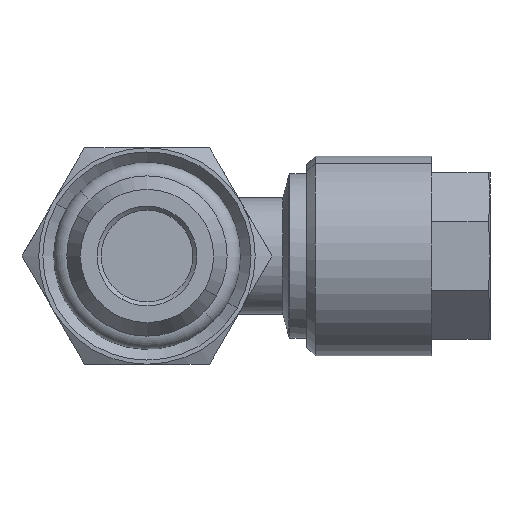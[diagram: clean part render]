
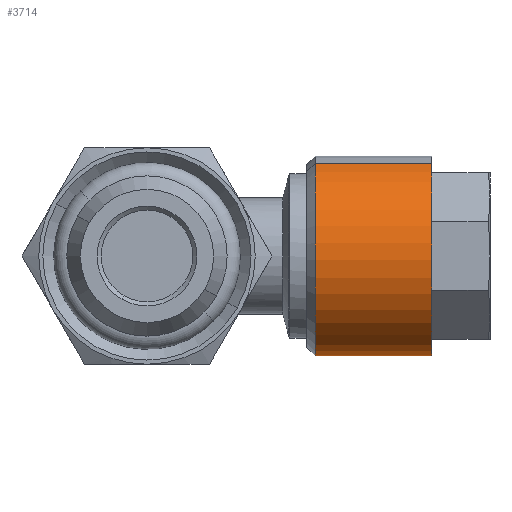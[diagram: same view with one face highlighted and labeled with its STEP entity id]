
A CAD part, front view. The second image highlights one B-rep face of the part: STEP entity #3714.
In plain terms, the highlighted cylindrical face has radius 6 mm (diameter 12 mm), a partial arc.
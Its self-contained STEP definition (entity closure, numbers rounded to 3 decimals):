
#349 = CARTESIAN_POINT ( 'NONE',  ( 9.6, 21., 0. ) ) ;
#350 = DIRECTION ( 'NONE',  ( -1., 0., 0. ) ) ;
#358 = DIRECTION ( 'NONE',  ( 0., 0.383, -0.924 ) ) ;
#1170 = ORIENTED_EDGE ( 'NONE', *, *, #4704, .T. ) ;
#1171 = ORIENTED_EDGE ( 'NONE', *, *, #4705, .T. ) ;
#1172 = ORIENTED_EDGE ( 'NONE', *, *, #4706, .F. ) ;
#1173 = ORIENTED_EDGE ( 'NONE', *, *, #4707, .F. ) ;
#1198 = VERTEX_POINT ( 'NONE', #4834 ) ;
#1206 = VERTEX_POINT ( 'NONE', #4883 ) ;
#1207 = VERTEX_POINT ( 'NONE', #4881 ) ;
#1492 = CARTESIAN_POINT ( 'NONE',  ( 17.1, 23.296, -5.543 ) ) ;
#2747 = DIRECTION ( 'NONE',  ( -1., 0., 0. ) ) ;
#2750 = DIRECTION ( 'NONE',  ( -1., 0., 0. ) ) ;
#2751 = CARTESIAN_POINT ( 'NONE',  ( 9.6, 18.704, 5.543 ) ) ;
#2752 = CARTESIAN_POINT ( 'NONE',  ( 17.1, 21., 0. ) ) ;
#2753 = DIRECTION ( 'NONE',  ( -1., 0., 0. ) ) ;
#2754 = DIRECTION ( 'NONE',  ( 0., -0.383, 0.924 ) ) ;
#2755 = CARTESIAN_POINT ( 'NONE',  ( 9.6, 23.296, -5.543 ) ) ;
#2756 = CARTESIAN_POINT ( 'NONE',  ( 10.1, 21., 0. ) ) ;
#2757 = DIRECTION ( 'NONE',  ( -1., 0., 0. ) ) ;
#2758 = DIRECTION ( 'NONE',  ( 0., 0.383, -0.924 ) ) ;
#2815 = AXIS2_PLACEMENT_3D ( 'NONE', #349, #350, #358 ) ;
#3072 = VERTEX_POINT ( 'NONE', #1492 ) ;
#3380 = AXIS2_PLACEMENT_3D ( 'NONE', #2752, #2753, #2754 ) ;
#3381 = AXIS2_PLACEMENT_3D ( 'NONE', #2756, #2757, #2758 ) ;
#3714 = ADVANCED_FACE ( 'NONE', ( #3845 ), #3853, .T. ) ;
#3845 = FACE_OUTER_BOUND ( 'NONE', #4422, .T. ) ;
#3853 = CYLINDRICAL_SURFACE ( 'NONE', #2815, 6. ) ;
#4422 = EDGE_LOOP ( 'NONE', ( #1170, #1171, #1172, #1173 ) ) ;
#4519 = LINE ( 'NONE', #2751, #4524 ) ;
#4520 = LINE ( 'NONE', #2755, #4527 ) ;
#4522 = CIRCLE ( 'NONE', #3380, 6. ) ;
#4523 = CIRCLE ( 'NONE', #3381, 6. ) ;
#4524 = VECTOR ( 'NONE', #2747, 1000. ) ;
#4527 = VECTOR ( 'NONE', #2750, 1000. ) ;
#4704 = EDGE_CURVE ( 'NONE', #3072, #1198, #4522, .T. ) ;
#4705 = EDGE_CURVE ( 'NONE', #1198, #1207, #4519, .T. ) ;
#4706 = EDGE_CURVE ( 'NONE', #1206, #1207, #4523, .T. ) ;
#4707 = EDGE_CURVE ( 'NONE', #3072, #1206, #4520, .T. ) ;
#4834 = CARTESIAN_POINT ( 'NONE',  ( 17.1, 18.704, 5.543 ) ) ;
#4881 = CARTESIAN_POINT ( 'NONE',  ( 10.1, 18.704, 5.543 ) ) ;
#4883 = CARTESIAN_POINT ( 'NONE',  ( 10.1, 23.296, -5.543 ) ) ;
